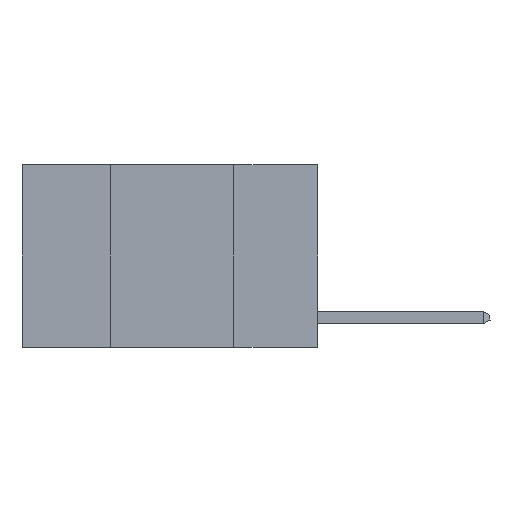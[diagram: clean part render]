
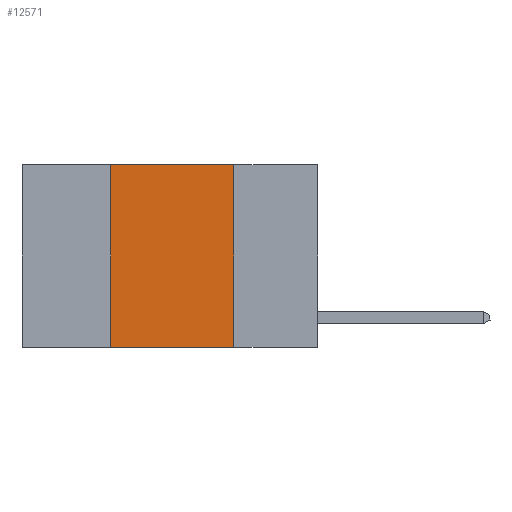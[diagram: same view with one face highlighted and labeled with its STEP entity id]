
A CAD part, left-side view. The second image highlights one B-rep face of the part: STEP entity #12571.
In plain terms, the highlighted planar face has unit normal (-1, 0, 0).
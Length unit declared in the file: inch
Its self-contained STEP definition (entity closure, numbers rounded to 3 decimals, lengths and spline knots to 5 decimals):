
#269 = PLANE ( 'NONE',  #8926 ) ;
#1418 = CARTESIAN_POINT ( 'NONE',  ( 0., 0.6, 0. ) ) ;
#1730 = LINE ( 'NONE', #3915, #13516 ) ;
#1732 = EDGE_CURVE ( 'NONE', #12967, #4457, #14513, .T. ) ;
#1861 = CARTESIAN_POINT ( 'NONE',  ( 0., 0.17, 0. ) ) ;
#1869 = EDGE_LOOP ( 'NONE', ( #3169, #9220, #6562, #9922 ) ) ;
#2450 = VECTOR ( 'NONE', #10528, 39.37008 ) ;
#2530 = DIRECTION ( 'NONE',  ( 1., 0., 0. ) ) ;
#2702 = VECTOR ( 'NONE', #9790, 39.37008 ) ;
#3169 = ORIENTED_EDGE ( 'NONE', *, *, #1732, .F. ) ;
#3915 = CARTESIAN_POINT ( 'NONE',  ( 0., 0.42, 0. ) ) ;
#4099 = EDGE_CURVE ( 'NONE', #11391, #4457, #8841, .T. ) ;
#4457 = VERTEX_POINT ( 'NONE', #10159 ) ;
#4865 = LINE ( 'NONE', #8708, #11292 ) ;
#5000 = CARTESIAN_POINT ( 'NONE',  ( 0., 0.42, -0.37 ) ) ;
#5035 = EDGE_CURVE ( 'NONE', #11391, #9670, #1730, .T. ) ;
#5660 = CARTESIAN_POINT ( 'NONE',  ( 0., 0.17, 0. ) ) ;
#6548 = EDGE_CURVE ( 'NONE', #9670, #12967, #4865, .T. ) ;
#6562 = ORIENTED_EDGE ( 'NONE', *, *, #5035, .F. ) ;
#7351 = FACE_OUTER_BOUND ( 'NONE', #1869, .T. ) ;
#8238 = CARTESIAN_POINT ( 'NONE',  ( 0., 0.6, -0.37 ) ) ;
#8708 = CARTESIAN_POINT ( 'NONE',  ( 0., 0.6, 0. ) ) ;
#8841 = LINE ( 'NONE', #8238, #2450 ) ;
#8912 = CARTESIAN_POINT ( 'NONE',  ( 0., 0.42, 0. ) ) ;
#8926 = AXIS2_PLACEMENT_3D ( 'NONE', #1418, #2530, #10491 ) ;
#9220 = ORIENTED_EDGE ( 'NONE', *, *, #6548, .F. ) ;
#9670 = VERTEX_POINT ( 'NONE', #8912 ) ;
#9790 = DIRECTION ( 'NONE',  ( 0., 0., -1. ) ) ;
#9922 = ORIENTED_EDGE ( 'NONE', *, *, #4099, .T. ) ;
#10159 = CARTESIAN_POINT ( 'NONE',  ( 0., 0.17, -0.37 ) ) ;
#10491 = DIRECTION ( 'NONE',  ( 0., 0., -1. ) ) ;
#10528 = DIRECTION ( 'NONE',  ( 0., -1., 0. ) ) ;
#10977 = DIRECTION ( 'NONE',  ( 0., -1., 0. ) ) ;
#11292 = VECTOR ( 'NONE', #10977, 39.37008 ) ;
#11391 = VERTEX_POINT ( 'NONE', #5000 ) ;
#12571 = ADVANCED_FACE ( 'NONE', ( #7351 ), #269, .F. ) ;
#12967 = VERTEX_POINT ( 'NONE', #5660 ) ;
#13516 = VECTOR ( 'NONE', #14201, 39.37008 ) ;
#14201 = DIRECTION ( 'NONE',  ( 0., 0., 1. ) ) ;
#14513 = LINE ( 'NONE', #1861, #2702 ) ;
